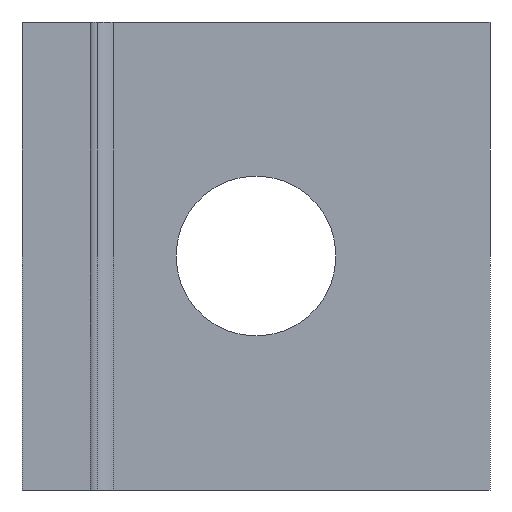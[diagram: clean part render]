
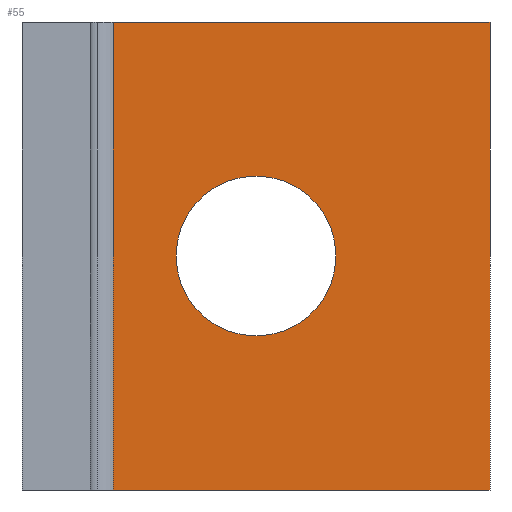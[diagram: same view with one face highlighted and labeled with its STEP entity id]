
A CAD part, front view. The second image highlights one B-rep face of the part: STEP entity #55.
In plain terms, the highlighted planar face has unit normal (0, -1, 0).
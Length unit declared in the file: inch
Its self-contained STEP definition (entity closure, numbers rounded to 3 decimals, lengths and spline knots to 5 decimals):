
#55=ADVANCED_FACE('',(#113,#114),#115,.T.);
#113=FACE_BOUND('',#173,.T.);
#114=FACE_OUTER_BOUND('',#174,.T.);
#115=PLANE('',#175);
#173=EDGE_LOOP('',(#269,#270));
#174=EDGE_LOOP('',(#271,#272,#273,#274));
#175=AXIS2_PLACEMENT_3D('',#275,#276,#277);
#269=ORIENTED_EDGE('',*,*,#355,.T.);
#270=ORIENTED_EDGE('',*,*,#375,.T.);
#271=ORIENTED_EDGE('',*,*,#378,.F.);
#272=ORIENTED_EDGE('',*,*,#362,.F.);
#273=ORIENTED_EDGE('',*,*,#389,.T.);
#274=ORIENTED_EDGE('',*,*,#390,.T.);
#275=CARTESIAN_POINT('',(1.61417,2.00787,0.0));
#276=DIRECTION('',(0.0,-1.0,0.0));
#277=DIRECTION('',(0.0,0.0,-1.0));
#355=EDGE_CURVE('',#416,#413,#417,.T.);
#362=EDGE_CURVE('',#427,#429,#430,.T.);
#375=EDGE_CURVE('',#413,#416,#450,.T.);
#378=EDGE_CURVE('',#429,#454,#455,.T.);
#389=EDGE_CURVE('',#427,#471,#472,.T.);
#390=EDGE_CURVE('',#471,#454,#473,.T.);
#413=VERTEX_POINT('',#500);
#416=VERTEX_POINT('',#504);
#417=CIRCLE('',#505,0.27559);
#427=VERTEX_POINT('',#517);
#429=VERTEX_POINT('',#520);
#430=LINE('',#521,#522);
#450=CIRCLE('',#548,0.27559);
#454=VERTEX_POINT('',#553);
#455=LINE('',#554,#555);
#471=VERTEX_POINT('',#574);
#472=LINE('',#575,#576);
#473=LINE('',#577,#578);
#500=CARTESIAN_POINT('',(0.5315,2.00787,0.80709));
#504=CARTESIAN_POINT('',(1.08268,2.00787,0.80709));
#505=AXIS2_PLACEMENT_3D('',#613,#614,#615);
#517=CARTESIAN_POINT('',(1.61417,2.00787,0.0));
#520=CARTESIAN_POINT('',(0.31496,2.00787,0.0));
#521=CARTESIAN_POINT('',(1.61417,2.00787,0.0));
#522=VECTOR('',#625,0.3937);
#548=AXIS2_PLACEMENT_3D('',#644,#645,#646);
#553=CARTESIAN_POINT('',(0.31496,2.00787,1.61417));
#554=CARTESIAN_POINT('',(0.31496,2.00787,0.0));
#555=VECTOR('',#648,0.3937);
#574=CARTESIAN_POINT('',(1.61417,2.00787,1.61417));
#575=CARTESIAN_POINT('',(1.61417,2.00787,0.0));
#576=VECTOR('',#664,0.3937);
#577=CARTESIAN_POINT('',(1.61417,2.00787,1.61417));
#578=VECTOR('',#665,0.3937);
#613=CARTESIAN_POINT('',(0.80709,2.00787,0.80709));
#614=DIRECTION('',(0.0,1.0,0.0));
#615=DIRECTION('',(-1.0,0.0,0.0));
#625=DIRECTION('',(-1.0,0.0,0.0));
#644=CARTESIAN_POINT('',(0.80709,2.00787,0.80709));
#645=DIRECTION('',(0.0,1.0,0.0));
#646=DIRECTION('',(-1.0,0.0,0.0));
#648=DIRECTION('',(0.0,0.0,1.0));
#664=DIRECTION('',(0.0,0.0,1.0));
#665=DIRECTION('',(-1.0,0.0,0.0));
